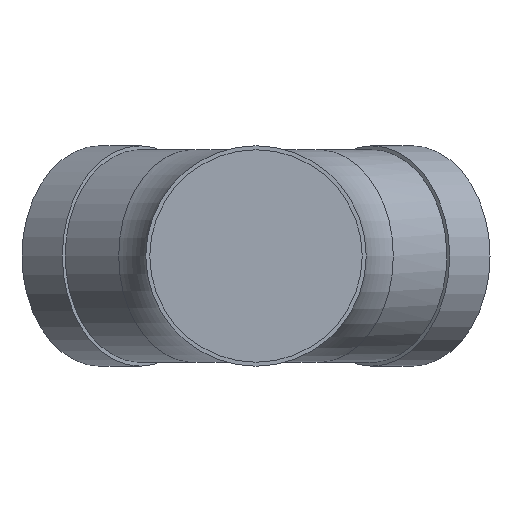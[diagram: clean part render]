
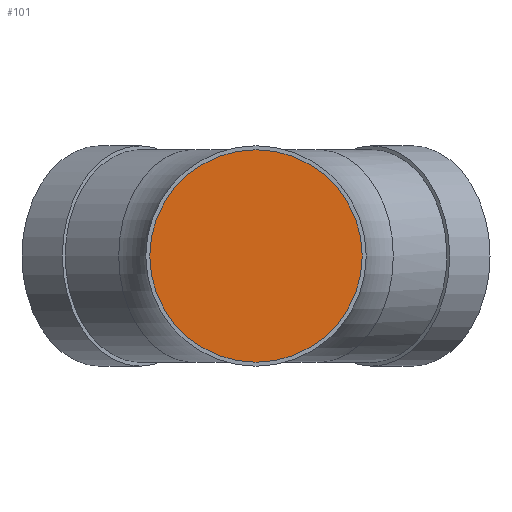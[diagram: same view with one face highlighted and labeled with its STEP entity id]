
A CAD part, front view. The second image highlights one B-rep face of the part: STEP entity #101.
In plain terms, the highlighted planar face has unit normal (0, -1, 0).
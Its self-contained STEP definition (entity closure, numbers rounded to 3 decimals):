
#101 = ADVANCED_FACE( '', ( #207 ), #208, .T. );
#207 = FACE_OUTER_BOUND( '', #311, .T. );
#208 = PLANE( '', #312 );
#311 = EDGE_LOOP( '', ( #443 ) );
#312 = AXIS2_PLACEMENT_3D( '', #444, #445, #446 );
#443 = ORIENTED_EDGE( '', *, *, #545, .T. );
#444 = CARTESIAN_POINT( '', ( 0., 40., 0. ) );
#445 = DIRECTION( '', ( 0., -1., 0. ) );
#446 = DIRECTION( '', ( 0., 0., -1. ) );
#545 = EDGE_CURVE( '', #622, #622, #623, .T. );
#622 = VERTEX_POINT( '', #832 );
#623 = CIRCLE( '', #833, 80. );
#832 = CARTESIAN_POINT( '', ( 0., 40., -80. ) );
#833 = AXIS2_PLACEMENT_3D( '', #913, #914, #915 );
#913 = CARTESIAN_POINT( '', ( 0., 40., 0. ) );
#914 = DIRECTION( '', ( 0., -1., 0. ) );
#915 = DIRECTION( '', ( 0., 0., -1. ) );
